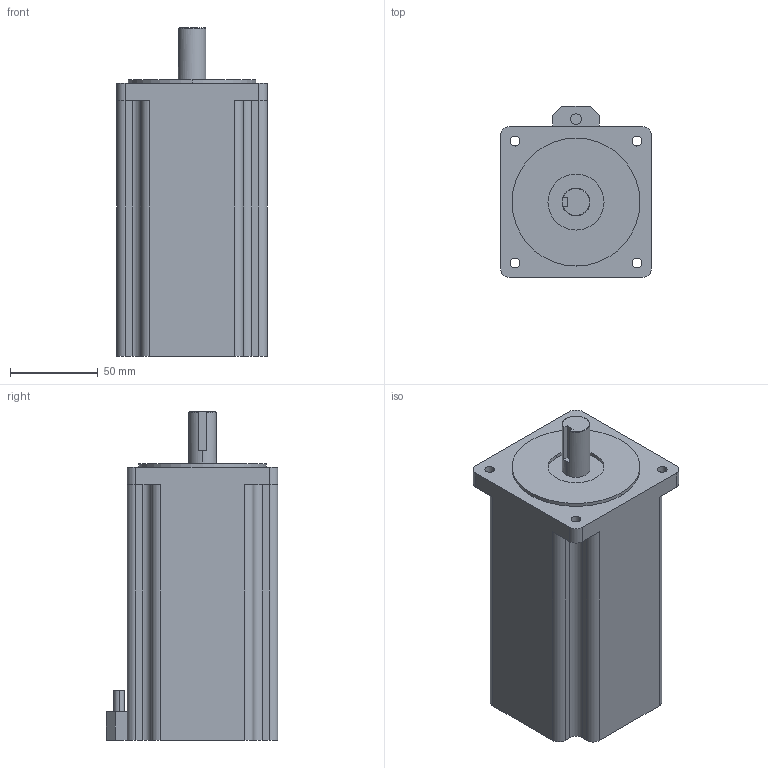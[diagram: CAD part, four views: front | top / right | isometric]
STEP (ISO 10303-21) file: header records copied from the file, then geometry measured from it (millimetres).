
FILE_DESCRIPTION (( 'STEP AP214' ), '1' );
FILE_NAME ('STP-MTRAC-34156 from HT34-697_156mm_4-27-18 B1 r1.STEP', '2019-08-20T17:26:55', ( '' ), ( '' ), 'SwSTEP 2.0', 'SolidWorks 2017', '' );
FILE_SCHEMA (( 'AUTOMOTIVE_DESIGN' ));
Length unit declared in the file: inch
Products named in the file (1): STP-MTRAC-34156 from HT34-697_156mm_4-27-18 B1 r1
Bounding box: 86 x 98 x 187.75 mm (x, y, z)
Volume: 1056028.1 mm3; surface area: 68592.2 mm2
Topology: 1 solids, 1 shells, 68 faces, 183 edges, 122 vertices
Faces by surface type: cylinder 34, plane 33, cone 1
Entity records: 2216 total; most frequent: DIRECTION 390, CARTESIAN_POINT 380, ORIENTED_EDGE 366, EDGE_CURVE 183, AXIS2_PLACEMENT_3D 140, VERTEX_POINT 122, LINE 110, VECTOR 110
